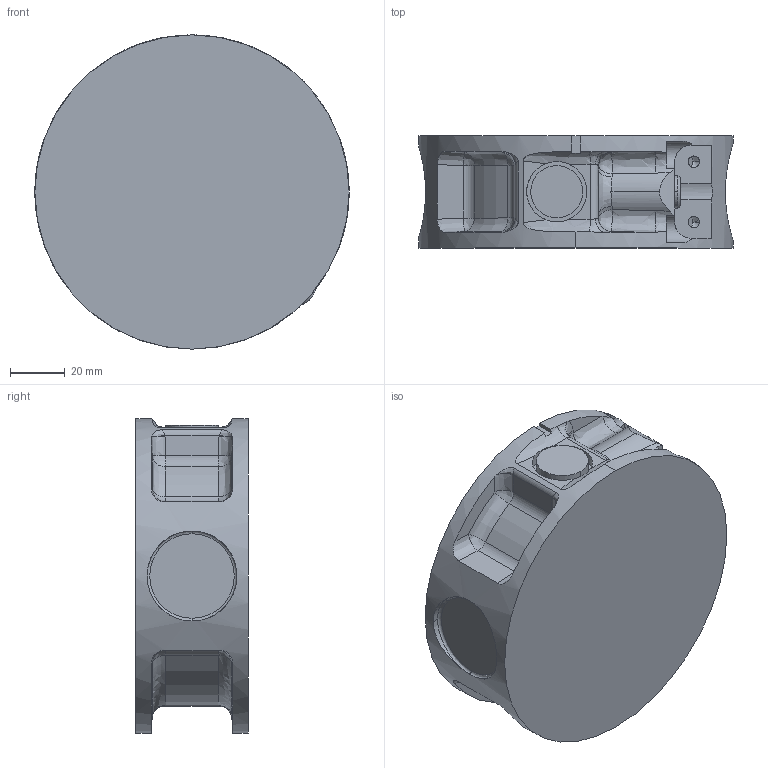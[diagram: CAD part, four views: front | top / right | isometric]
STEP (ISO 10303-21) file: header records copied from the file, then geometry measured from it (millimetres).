
FILE_DESCRIPTION (( 'STEP AP203' ), '1' );
FILE_NAME ('Link5_Default_sldprt.STEP', '2017-12-17T09:50:55', ( 'Shaotu Jia' ), ( '' ), 'SwSTEP 2.0', 'SolidWorks 2014', '' );
FILE_SCHEMA (( 'CONFIG_CONTROL_DESIGN' ));
Length unit declared in the file: millimetre
Products named in the file (1): Link5_Default_sldprt
Bounding box: 114.6 x 41 x 114.6 mm (x, y, z)
Volume: 370556.8 mm3; surface area: 40257.2 mm2
Topology: 3 solids, 3 shells, 150 faces, 366 edges, 226 vertices
Faces by surface type: bspline 48, cylinder 47, plane 35, cone 15, torus 5
Entity records: 7540 total; most frequent: CARTESIAN_POINT 4345, ORIENTED_EDGE 722, DIRECTION 552, EDGE_CURVE 361, AXIS2_PLACEMENT_3D 229, VERTEX_POINT 226, EDGE_LOOP 163, ADVANCED_FACE 150
